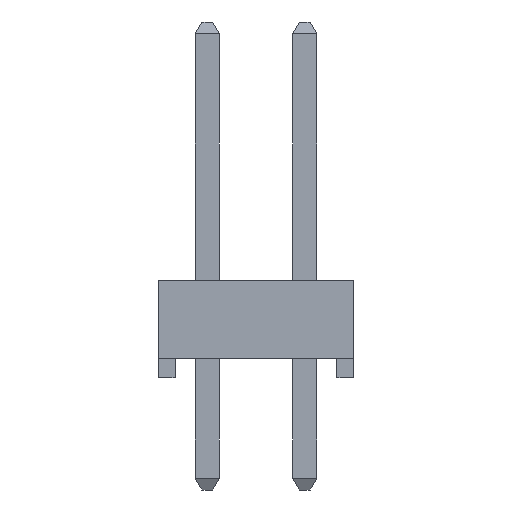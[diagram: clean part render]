
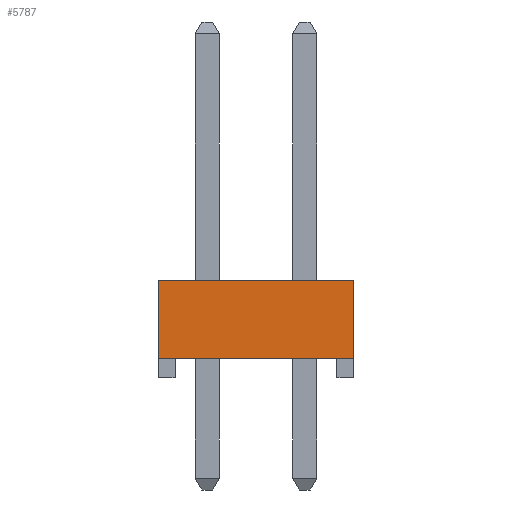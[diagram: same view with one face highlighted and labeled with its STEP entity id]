
A CAD part, left-side view. The second image highlights one B-rep face of the part: STEP entity #5787.
In plain terms, the highlighted planar face has unit normal (-1, 0, 0).
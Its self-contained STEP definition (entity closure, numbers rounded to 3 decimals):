
#907 = PLANE('',#908);
#908 = AXIS2_PLACEMENT_3D('',#909,#910,#911);
#909 = CARTESIAN_POINT('',(1.27,1.27,2.541));
#910 = DIRECTION('',(0.,0.,1.));
#911 = DIRECTION('',(0.,-1.,0.));
#2419 = PLANE('',#2420);
#2420 = AXIS2_PLACEMENT_3D('',#2421,#2422,#2423);
#2421 = CARTESIAN_POINT('',(-1.019,-3.81,0.509));
#2422 = DIRECTION('',(0.,0.,-1.));
#2423 = DIRECTION('',(0.,1.,0.));
#2501 = PLANE('',#2502);
#2502 = AXIS2_PLACEMENT_3D('',#2503,#2504,#2505);
#2503 = CARTESIAN_POINT('',(3.81,3.81,2.541));
#2504 = DIRECTION('',(0.,-1.,0.));
#2505 = DIRECTION('',(1.,0.,0.));
#2518 = VERTEX_POINT('',#2519);
#2519 = CARTESIAN_POINT('',(-1.27,-1.27,2.541));
#2535 = PLANE('',#2536);
#2536 = AXIS2_PLACEMENT_3D('',#2537,#2538,#2539);
#2537 = CARTESIAN_POINT('',(-1.27,-1.27,2.541));
#2538 = DIRECTION('',(0.,1.,0.));
#2539 = DIRECTION('',(-1.,0.,0.));
#2570 = VERTEX_POINT('',#2571);
#2571 = CARTESIAN_POINT('',(-1.27,3.81,2.541));
#2592 = EDGE_CURVE('',#2570,#2518,#2593,.T.);
#2593 = SURFACE_CURVE('',#2594,(#2598,#2605),.PCURVE_S1.);
#2594 = LINE('',#2595,#2596);
#2595 = CARTESIAN_POINT('',(-1.27,3.81,2.541));
#2596 = VECTOR('',#2597,1.);
#2597 = DIRECTION('',(0.,-1.,0.));
#2598 = PCURVE('',#907,#2599);
#2599 = DEFINITIONAL_REPRESENTATION('',(#2600),#2604);
#2600 = LINE('',#2601,#2602);
#2601 = CARTESIAN_POINT('',(-2.54,-2.54));
#2602 = VECTOR('',#2603,1.);
#2603 = DIRECTION('',(1.,0.));
#2604 = ( GEOMETRIC_REPRESENTATION_CONTEXT(2) 
PARAMETRIC_REPRESENTATION_CONTEXT() REPRESENTATION_CONTEXT('2D SPACE',''
  ) );
#2605 = PCURVE('',#2606,#2611);
#2606 = PLANE('',#2607);
#2607 = AXIS2_PLACEMENT_3D('',#2608,#2609,#2610);
#2608 = CARTESIAN_POINT('',(-1.27,3.81,2.541));
#2609 = DIRECTION('',(1.,0.,0.));
#2610 = DIRECTION('',(0.,1.,0.));
#2611 = DEFINITIONAL_REPRESENTATION('',(#2612),#2616);
#2612 = LINE('',#2613,#2614);
#2613 = CARTESIAN_POINT('',(0.,0.));
#2614 = VECTOR('',#2615,1.);
#2615 = DIRECTION('',(-1.,0.));
#2616 = ( GEOMETRIC_REPRESENTATION_CONTEXT(2) 
PARAMETRIC_REPRESENTATION_CONTEXT() REPRESENTATION_CONTEXT('2D SPACE',''
  ) );
#5074 = VERTEX_POINT('',#5075);
#5075 = CARTESIAN_POINT('',(-1.27,-1.27,0.509));
#5096 = EDGE_CURVE('',#5074,#5097,#5099,.T.);
#5097 = VERTEX_POINT('',#5098);
#5098 = CARTESIAN_POINT('',(-1.27,3.81,0.509));
#5099 = SURFACE_CURVE('',#5100,(#5104,#5111),.PCURVE_S1.);
#5100 = LINE('',#5101,#5102);
#5101 = CARTESIAN_POINT('',(-1.27,3.81,0.509));
#5102 = VECTOR('',#5103,1.);
#5103 = DIRECTION('',(0.,1.,0.));
#5104 = PCURVE('',#2419,#5105);
#5105 = DEFINITIONAL_REPRESENTATION('',(#5106),#5110);
#5106 = LINE('',#5107,#5108);
#5107 = CARTESIAN_POINT('',(7.62,-0.251));
#5108 = VECTOR('',#5109,1.);
#5109 = DIRECTION('',(1.,0.));
#5110 = ( GEOMETRIC_REPRESENTATION_CONTEXT(2) 
PARAMETRIC_REPRESENTATION_CONTEXT() REPRESENTATION_CONTEXT('2D SPACE',''
  ) );
#5111 = PCURVE('',#2606,#5112);
#5112 = DEFINITIONAL_REPRESENTATION('',(#5113),#5117);
#5113 = LINE('',#5114,#5115);
#5114 = CARTESIAN_POINT('',(0.,-2.032));
#5115 = VECTOR('',#5116,1.);
#5116 = DIRECTION('',(1.,0.));
#5117 = ( GEOMETRIC_REPRESENTATION_CONTEXT(2) 
PARAMETRIC_REPRESENTATION_CONTEXT() REPRESENTATION_CONTEXT('2D SPACE',''
  ) );
#5567 = EDGE_CURVE('',#2570,#5097,#5568,.T.);
#5568 = SURFACE_CURVE('',#5569,(#5573,#5580),.PCURVE_S1.);
#5569 = LINE('',#5570,#5571);
#5570 = CARTESIAN_POINT('',(-1.27,3.81,2.541));
#5571 = VECTOR('',#5572,1.);
#5572 = DIRECTION('',(-0.,0.,-1.));
#5573 = PCURVE('',#2501,#5574);
#5574 = DEFINITIONAL_REPRESENTATION('',(#5575),#5579);
#5575 = LINE('',#5576,#5577);
#5576 = CARTESIAN_POINT('',(-5.08,0.));
#5577 = VECTOR('',#5578,1.);
#5578 = DIRECTION('',(-0.,-1.));
#5579 = ( GEOMETRIC_REPRESENTATION_CONTEXT(2) 
PARAMETRIC_REPRESENTATION_CONTEXT() REPRESENTATION_CONTEXT('2D SPACE',''
  ) );
#5580 = PCURVE('',#2606,#5581);
#5581 = DEFINITIONAL_REPRESENTATION('',(#5582),#5586);
#5582 = LINE('',#5583,#5584);
#5583 = CARTESIAN_POINT('',(0.,0.));
#5584 = VECTOR('',#5585,1.);
#5585 = DIRECTION('',(0.,-1.));
#5586 = ( GEOMETRIC_REPRESENTATION_CONTEXT(2) 
PARAMETRIC_REPRESENTATION_CONTEXT() REPRESENTATION_CONTEXT('2D SPACE',''
  ) );
#5616 = EDGE_CURVE('',#2518,#5074,#5617,.T.);
#5617 = SURFACE_CURVE('',#5618,(#5622,#5629),.PCURVE_S1.);
#5618 = LINE('',#5619,#5620);
#5619 = CARTESIAN_POINT('',(-1.27,-1.27,2.541));
#5620 = VECTOR('',#5621,1.);
#5621 = DIRECTION('',(-0.,0.,-1.));
#5622 = PCURVE('',#2535,#5623);
#5623 = DEFINITIONAL_REPRESENTATION('',(#5624),#5628);
#5624 = LINE('',#5625,#5626);
#5625 = CARTESIAN_POINT('',(0.,0.));
#5626 = VECTOR('',#5627,1.);
#5627 = DIRECTION('',(0.,-1.));
#5628 = ( GEOMETRIC_REPRESENTATION_CONTEXT(2) 
PARAMETRIC_REPRESENTATION_CONTEXT() REPRESENTATION_CONTEXT('2D SPACE',''
  ) );
#5629 = PCURVE('',#2606,#5630);
#5630 = DEFINITIONAL_REPRESENTATION('',(#5631),#5635);
#5631 = LINE('',#5632,#5633);
#5632 = CARTESIAN_POINT('',(-5.08,0.));
#5633 = VECTOR('',#5634,1.);
#5634 = DIRECTION('',(0.,-1.));
#5635 = ( GEOMETRIC_REPRESENTATION_CONTEXT(2) 
PARAMETRIC_REPRESENTATION_CONTEXT() REPRESENTATION_CONTEXT('2D SPACE',''
  ) );
#5787 = ADVANCED_FACE('',(#5788),#2606,.F.);
#5788 = FACE_BOUND('',#5789,.T.);
#5789 = EDGE_LOOP('',(#5790,#5791,#5792,#5793));
#5790 = ORIENTED_EDGE('',*,*,#5096,.F.);
#5791 = ORIENTED_EDGE('',*,*,#5616,.F.);
#5792 = ORIENTED_EDGE('',*,*,#2592,.F.);
#5793 = ORIENTED_EDGE('',*,*,#5567,.T.);
